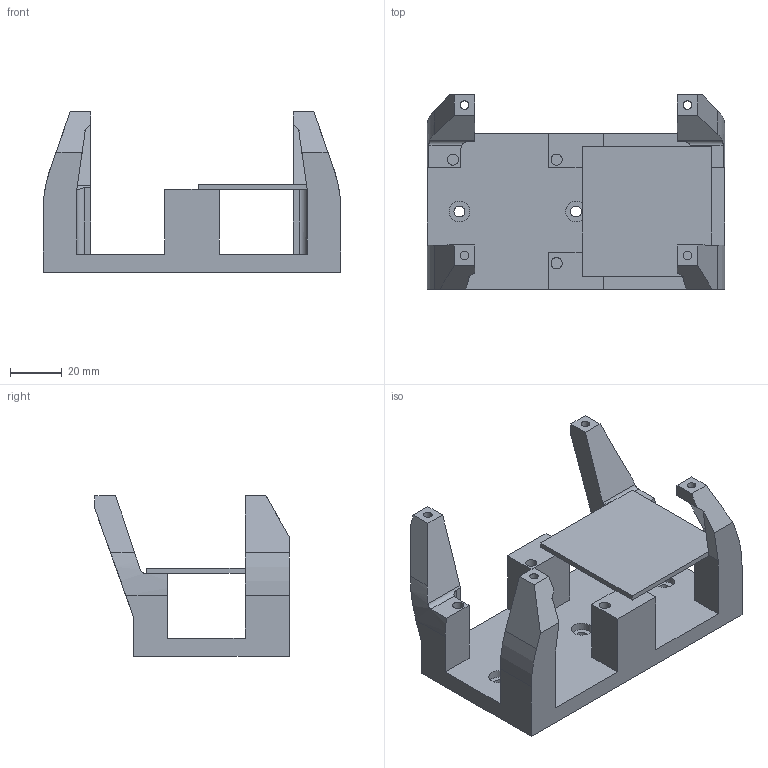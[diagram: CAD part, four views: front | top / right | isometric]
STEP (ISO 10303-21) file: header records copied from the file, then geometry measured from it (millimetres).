
FILE_DESCRIPTION(/* description */ (''),/* implementation_level */ '2;1');
FILE_NAME(/* name */ 'Electronics mount back.step',/* time_stamp */ '2025-12-13T16:10:28-08:00',/* author */ (''),/* organization */ (''),/* preprocessor_version */ 'ST-DEVELOPER v20.1',/* originating_system */ 'Autodesk Translation Framework v14.21.0.0',/* authorisation */ '');
FILE_SCHEMA (('AUTOMOTIVE_DESIGN { 1 0 10303 214 3 1 1 }'));
Length unit declared in the file: millimetre
Products named in the file (1): Electronics mount back
Bounding box: 115 x 75 x 62 mm (x, y, z)
Volume: 99146.4 mm3; surface area: 38820.9 mm2
Topology: 2 solids, 2 shells, 107 faces, 274 edges, 180 vertices
Faces by surface type: plane 75, cylinder 32
Full cylindrical faces by diameter (mm): 3.3 x8, 4.2 x3, 4.3 x6, 8 x3
Entity records: 3308 total; most frequent: CARTESIAN_POINT 594, ORIENTED_EDGE 548, DIRECTION 546, EDGE_CURVE 274, LINE 210, VECTOR 210, VERTEX_POINT 180, AXIS2_PLACEMENT_3D 168
